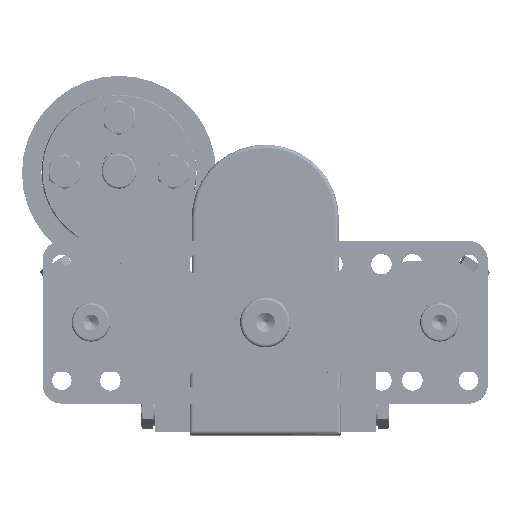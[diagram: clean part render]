
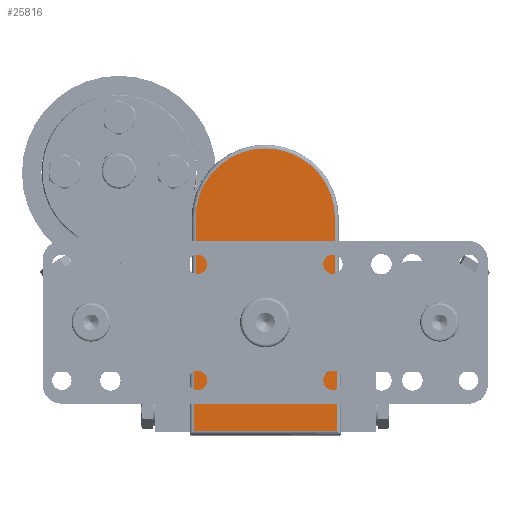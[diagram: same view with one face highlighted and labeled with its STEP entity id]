
A CAD part, top view. The second image highlights one B-rep face of the part: STEP entity #25816.
In plain terms, the highlighted face is planar.
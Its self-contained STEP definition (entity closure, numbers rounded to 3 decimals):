
#180 = EDGE_CURVE ( 'NONE', #32221, #48625, #7018, .T. ) ;
#338 = DIRECTION ( 'NONE',  ( 0., 0., 1. ) ) ;
#832 = LINE ( 'NONE', #10992, #6890 ) ;
#1048 = CARTESIAN_POINT ( 'NONE',  ( 18.5, -55., 0. ) ) ;
#1297 = CARTESIAN_POINT ( 'NONE',  ( 0., -55., 0. ) ) ;
#1852 = LINE ( 'NONE', #37507, #57896 ) ;
#2381 = CARTESIAN_POINT ( 'NONE',  ( 18.5, 0., 0. ) ) ;
#3202 = EDGE_CURVE ( 'NONE', #12790, #33295, #47525, .T. ) ;
#3948 = ORIENTED_EDGE ( 'NONE', *, *, #180, .F. ) ;
#4058 = VERTEX_POINT ( 'NONE', #29344 ) ;
#6040 = DIRECTION ( 'NONE',  ( -1., 0., 0. ) ) ;
#6610 = DIRECTION ( 'NONE',  ( 0., -1., 0. ) ) ;
#6890 = VECTOR ( 'NONE', #35844, 1000. ) ;
#6967 = ORIENTED_EDGE ( 'NONE', *, *, #28885, .F. ) ;
#7018 = LINE ( 'NONE', #55753, #56254 ) ;
#7224 = CIRCLE ( 'NONE', #21852, 17. ) ;
#7669 = AXIS2_PLACEMENT_3D ( 'NONE', #57992, #38381, #38710 ) ;
#8387 = CARTESIAN_POINT ( 'NONE',  ( 18., 0., 0. ) ) ;
#9222 = EDGE_CURVE ( 'NONE', #39473, #48625, #832, .T. ) ;
#10302 = CARTESIAN_POINT ( 'NONE',  ( -18., 0., 0. ) ) ;
#10992 = CARTESIAN_POINT ( 'NONE',  ( -18.5, 0., 0. ) ) ;
#11176 = VERTEX_POINT ( 'NONE', #36399 ) ;
#12790 = VERTEX_POINT ( 'NONE', #44151 ) ;
#13978 = VECTOR ( 'NONE', #6610, 1000. ) ;
#14084 = CARTESIAN_POINT ( 'NONE',  ( 0., 0., 0. ) ) ;
#15019 = EDGE_CURVE ( 'NONE', #32221, #52102, #45003, .T. ) ;
#16573 = VECTOR ( 'NONE', #30428, 1000. ) ;
#16940 = VERTEX_POINT ( 'NONE', #53346 ) ;
#20267 = AXIS2_PLACEMENT_3D ( 'NONE', #14084, #338, #28812 ) ;
#20420 = ORIENTED_EDGE ( 'NONE', *, *, #34665, .T. ) ;
#20602 = LINE ( 'NONE', #1297, #16573 ) ;
#20609 = CARTESIAN_POINT ( 'NONE',  ( -18., -29.5, 0. ) ) ;
#21852 = AXIS2_PLACEMENT_3D ( 'NONE', #46720, #56817, #47053 ) ;
#22054 = ORIENTED_EDGE ( 'NONE', *, *, #54281, .F. ) ;
#23259 = EDGE_LOOP ( 'NONE', ( #22054, #24851 ) ) ;
#24782 = ORIENTED_EDGE ( 'NONE', *, *, #3202, .T. ) ;
#24851 = ORIENTED_EDGE ( 'NONE', *, *, #58922, .F. ) ;
#25309 = EDGE_CURVE ( 'NONE', #52102, #27673, #64046, .T. ) ;
#25816 = ADVANCED_FACE ( 'NONE', ( #54612, #45174 ), #49733, .F. ) ;
#27673 = VERTEX_POINT ( 'NONE', #8387 ) ;
#28812 = DIRECTION ( 'NONE',  ( 1., 0., 0. ) ) ;
#28885 = EDGE_CURVE ( 'NONE', #12790, #16940, #1852, .T. ) ;
#29344 = CARTESIAN_POINT ( 'NONE',  ( 17., -27., 0. ) ) ;
#29794 = EDGE_CURVE ( 'NONE', #27673, #16940, #31152, .T. ) ;
#30428 = DIRECTION ( 'NONE',  ( -1., 0., 0. ) ) ;
#31152 = LINE ( 'NONE', #31485, #13978 ) ;
#31485 = CARTESIAN_POINT ( 'NONE',  ( 18., 0., 0. ) ) ;
#32221 = VERTEX_POINT ( 'NONE', #20609 ) ;
#32919 = DIRECTION ( 'NONE',  ( -1., 0., 0. ) ) ;
#33295 = VERTEX_POINT ( 'NONE', #1048 ) ;
#33639 = CARTESIAN_POINT ( 'NONE',  ( 0., -27., 0. ) ) ;
#33924 = EDGE_LOOP ( 'NONE', ( #24782, #20420, #40495, #3948, #38343, #38137, #48085, #6967 ) ) ;
#34665 = EDGE_CURVE ( 'NONE', #33295, #39473, #20602, .T. ) ;
#35844 = DIRECTION ( 'NONE',  ( 0., 1., 0. ) ) ;
#36399 = CARTESIAN_POINT ( 'NONE',  ( -17., -27., 0. ) ) ;
#36878 = AXIS2_PLACEMENT_3D ( 'NONE', #33639, #43779, #54522 ) ;
#37507 = CARTESIAN_POINT ( 'NONE',  ( 19.5, -29.5, 0. ) ) ;
#38137 = ORIENTED_EDGE ( 'NONE', *, *, #25309, .T. ) ;
#38343 = ORIENTED_EDGE ( 'NONE', *, *, #15019, .T. ) ;
#38381 = DIRECTION ( 'NONE',  ( 0., 0., -1. ) ) ;
#38587 = VECTOR ( 'NONE', #44362, 1000. ) ;
#38710 = DIRECTION ( 'NONE',  ( 1., 0., 0. ) ) ;
#39473 = VERTEX_POINT ( 'NONE', #51726 ) ;
#40495 = ORIENTED_EDGE ( 'NONE', *, *, #9222, .T. ) ;
#43779 = DIRECTION ( 'NONE',  ( 0., 0., -1. ) ) ;
#44151 = CARTESIAN_POINT ( 'NONE',  ( 18.5, -29.5, 0. ) ) ;
#44362 = DIRECTION ( 'NONE',  ( 0., 1., 0. ) ) ;
#45003 = LINE ( 'NONE', #10302, #38587 ) ;
#45174 = FACE_OUTER_BOUND ( 'NONE', #33924, .T. ) ;
#45239 = CIRCLE ( 'NONE', #36878, 17. ) ;
#46720 = CARTESIAN_POINT ( 'NONE',  ( 0., -27., 0. ) ) ;
#47053 = DIRECTION ( 'NONE',  ( -1., 0., 0. ) ) ;
#47214 = DIRECTION ( 'NONE',  ( 0., -1., 0. ) ) ;
#47525 = LINE ( 'NONE', #2381, #55263 ) ;
#48085 = ORIENTED_EDGE ( 'NONE', *, *, #29794, .T. ) ;
#48625 = VERTEX_POINT ( 'NONE', #48968 ) ;
#48968 = CARTESIAN_POINT ( 'NONE',  ( -18.5, -29.5, 0. ) ) ;
#49733 = PLANE ( 'NONE',  #20267 ) ;
#51726 = CARTESIAN_POINT ( 'NONE',  ( -18.5, -55., 0. ) ) ;
#52102 = VERTEX_POINT ( 'NONE', #60399 ) ;
#53346 = CARTESIAN_POINT ( 'NONE',  ( 18., -29.5, 0. ) ) ;
#54281 = EDGE_CURVE ( 'NONE', #4058, #11176, #7224, .T. ) ;
#54522 = DIRECTION ( 'NONE',  ( -1., 0., 0. ) ) ;
#54612 = FACE_BOUND ( 'NONE', #23259, .T. ) ;
#55263 = VECTOR ( 'NONE', #47214, 1000. ) ;
#55753 = CARTESIAN_POINT ( 'NONE',  ( -19.5, -29.5, 0. ) ) ;
#56254 = VECTOR ( 'NONE', #6040, 1000. ) ;
#56817 = DIRECTION ( 'NONE',  ( 0., 0., -1. ) ) ;
#57896 = VECTOR ( 'NONE', #32919, 1000. ) ;
#57992 = CARTESIAN_POINT ( 'NONE',  ( 0., 0., 0. ) ) ;
#58922 = EDGE_CURVE ( 'NONE', #11176, #4058, #45239, .T. ) ;
#60399 = CARTESIAN_POINT ( 'NONE',  ( -18., 0., 0. ) ) ;
#64046 = CIRCLE ( 'NONE', #7669, 18. ) ;
